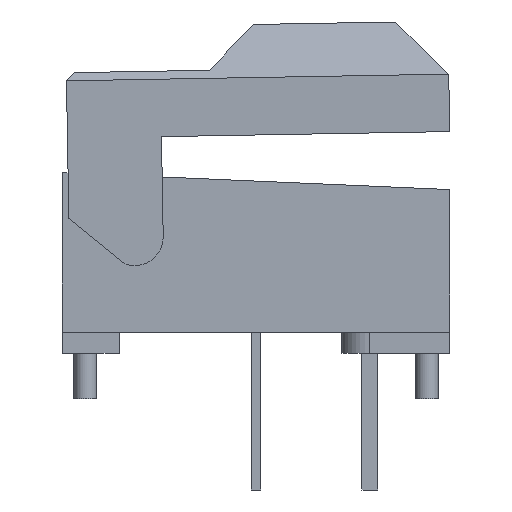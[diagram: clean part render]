
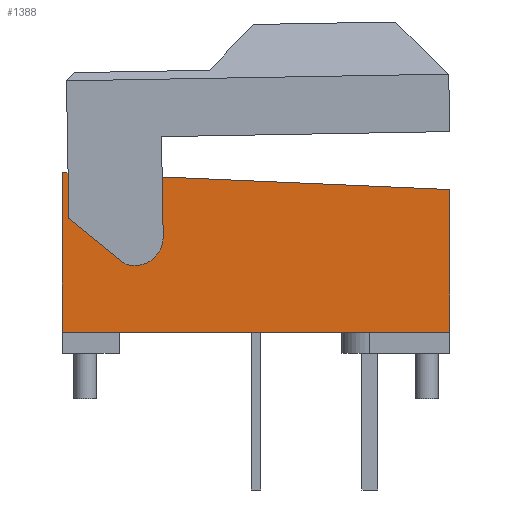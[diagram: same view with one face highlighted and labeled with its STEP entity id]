
A CAD part, left-side view. The second image highlights one B-rep face of the part: STEP entity #1388.
In plain terms, the highlighted planar face has unit normal (-1, 0, 0).
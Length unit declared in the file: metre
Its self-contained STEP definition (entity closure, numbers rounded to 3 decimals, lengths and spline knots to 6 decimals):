
#52=CIRCLE('',#1622,0.00127);
#240=ORIENTED_EDGE('',*,*,#508,.F.);
#241=ORIENTED_EDGE('',*,*,#568,.T.);
#242=ORIENTED_EDGE('',*,*,#569,.T.);
#243=ORIENTED_EDGE('',*,*,#570,.F.);
#244=ORIENTED_EDGE('',*,*,#571,.F.);
#245=ORIENTED_EDGE('',*,*,#514,.F.);
#246=ORIENTED_EDGE('',*,*,#561,.T.);
#247=ORIENTED_EDGE('',*,*,#539,.T.);
#248=ORIENTED_EDGE('',*,*,#572,.F.);
#508=EDGE_CURVE('',#683,#685,#827,.T.);
#514=EDGE_CURVE('',#688,#689,#833,.T.);
#539=EDGE_CURVE('',#695,#712,#856,.T.);
#561=EDGE_CURVE('',#688,#695,#875,.T.);
#568=EDGE_CURVE('',#683,#738,#882,.T.);
#569=EDGE_CURVE('',#738,#739,#52,.T.);
#570=EDGE_CURVE('',#740,#739,#883,.T.);
#571=EDGE_CURVE('',#689,#740,#884,.T.);
#572=EDGE_CURVE('',#685,#712,#885,.T.);
#683=VERTEX_POINT('',#2172);
#685=VERTEX_POINT('',#2175);
#688=VERTEX_POINT('',#2183);
#689=VERTEX_POINT('',#2185);
#695=VERTEX_POINT('',#2199);
#712=VERTEX_POINT('',#2233);
#738=VERTEX_POINT('',#2293);
#739=VERTEX_POINT('',#2295);
#740=VERTEX_POINT('',#2297);
#827=LINE('',#2174,#1005);
#833=LINE('',#2184,#1011);
#856=LINE('',#2234,#1034);
#875=LINE('',#2280,#1053);
#882=LINE('',#2292,#1060);
#883=LINE('',#2296,#1061);
#884=LINE('',#2298,#1062);
#885=LINE('',#2299,#1063);
#1005=VECTOR('',#1792,1.);
#1011=VECTOR('',#1798,1.);
#1034=VECTOR('',#1827,1.);
#1053=VECTOR('',#1858,1.);
#1060=VECTOR('',#1867,1.);
#1061=VECTOR('',#1870,1.);
#1062=VECTOR('',#1871,1.);
#1063=VECTOR('',#1872,1.);
#1157=EDGE_LOOP('',(#240,#241,#242,#243,#244,#245,#246,#247,#248));
#1241=FACE_BOUND('',#1157,.T.);
#1318=PLANE('',#1621);
#1388=ADVANCED_FACE('',(#1241),#1318,.F.);
#1621=AXIS2_PLACEMENT_3D('',#2291,#1865,#1866);
#1622=AXIS2_PLACEMENT_3D('',#2294,#1868,#1869);
#1792=DIRECTION('',(0.,-0.999,-0.044));
#1798=DIRECTION('',(0.,-0.999,-0.044));
#1827=DIRECTION('',(0.,-1.,0.));
#1858=DIRECTION('',(0.,0.,-1.));
#1865=DIRECTION('',(1.,0.,0.));
#1866=DIRECTION('',(0.,1.,0.));
#1867=DIRECTION('',(0.,-0.017,-1.));
#1868=DIRECTION('',(1.,0.,0.));
#1869=DIRECTION('',(0.,1.,0.));
#1870=DIRECTION('',(0.,-0.775,-0.632));
#1871=DIRECTION('',(0.,-0.017,-1.));
#1872=DIRECTION('',(0.,0.,-1.));
#2172=CARTESIAN_POINT('',(-0.006096,0.009263,0.007857));
#2174=CARTESIAN_POINT('',(-0.006096,0.005088,0.007675));
#2175=CARTESIAN_POINT('',(-0.006096,-0.003556,0.007298));
#2183=CARTESIAN_POINT('',(-0.006096,0.013716,0.008052));
#2184=CARTESIAN_POINT('',(-0.006096,0.005088,0.007675));
#2185=CARTESIAN_POINT('',(-0.006096,0.013458,0.008041));
#2199=CARTESIAN_POINT('',(-0.006096,0.013716,0.00094));
#2233=CARTESIAN_POINT('',(-0.006096,-0.003556,0.00094));
#2234=CARTESIAN_POINT('',(-0.006096,0.00508,0.00094));
#2280=CARTESIAN_POINT('',(-0.006096,0.013716,0.008052));
#2291=CARTESIAN_POINT('',(-0.006096,0.00508,0.008052));
#2292=CARTESIAN_POINT('',(-0.006096,0.009265,0.007979));
#2293=CARTESIAN_POINT('',(-0.006096,0.009217,0.005203));
#2294=CARTESIAN_POINT('',(-0.006096,0.010487,0.005181));
#2295=CARTESIAN_POINT('',(-0.006096,0.010923,0.003988));
#2296=CARTESIAN_POINT('',(-0.006096,0.009406,0.00275));
#2297=CARTESIAN_POINT('',(-0.006096,0.013423,0.006028));
#2298=CARTESIAN_POINT('',(-0.006096,0.013456,0.007906));
#2299=CARTESIAN_POINT('',(-0.006096,-0.003556,0.008052));
